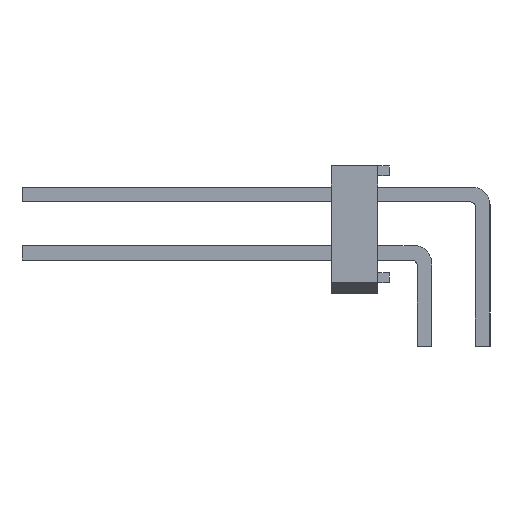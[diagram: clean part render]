
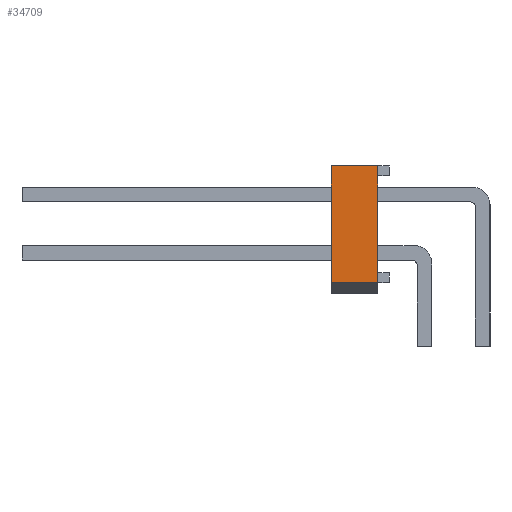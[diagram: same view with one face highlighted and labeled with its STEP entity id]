
A CAD part, left-side view. The second image highlights one B-rep face of the part: STEP entity #34709.
In plain terms, the highlighted face is planar.
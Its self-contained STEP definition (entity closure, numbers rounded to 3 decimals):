
#18626 = VERTEX_POINT('',#18627);
#18627 = CARTESIAN_POINT('',(34.29,2.54,-2.54));
#18633 = EDGE_CURVE('',#18626,#18634,#18636,.T.);
#18634 = VERTEX_POINT('',#18635);
#18635 = CARTESIAN_POINT('',(34.29,0.508,-2.54));
#18636 = LINE('',#18637,#18638);
#18637 = CARTESIAN_POINT('',(34.29,2.54,-2.54));
#18638 = VECTOR('',#18639,1.);
#18639 = DIRECTION('',(0.,-1.,0.));
#34674 = VERTEX_POINT('',#34675);
#34675 = CARTESIAN_POINT('',(34.29,0.508,2.54));
#34683 = EDGE_CURVE('',#34684,#34674,#34686,.T.);
#34684 = VERTEX_POINT('',#34685);
#34685 = CARTESIAN_POINT('',(34.29,2.54,2.54));
#34686 = LINE('',#34687,#34688);
#34687 = CARTESIAN_POINT('',(34.29,2.54,2.54));
#34688 = VECTOR('',#34689,1.);
#34689 = DIRECTION('',(0.,-1.,0.));
#34709 = ADVANCED_FACE('',(#34710),#34726,.F.);
#34710 = FACE_BOUND('',#34711,.T.);
#34711 = EDGE_LOOP('',(#34712,#34718,#34719,#34725));
#34712 = ORIENTED_EDGE('',*,*,#34713,.F.);
#34713 = EDGE_CURVE('',#18634,#34674,#34714,.T.);
#34714 = LINE('',#34715,#34716);
#34715 = CARTESIAN_POINT('',(34.29,0.508,2.54));
#34716 = VECTOR('',#34717,1.);
#34717 = DIRECTION('',(0.,0.,1.));
#34718 = ORIENTED_EDGE('',*,*,#18633,.F.);
#34719 = ORIENTED_EDGE('',*,*,#34720,.F.);
#34720 = EDGE_CURVE('',#34684,#18626,#34721,.T.);
#34721 = LINE('',#34722,#34723);
#34722 = CARTESIAN_POINT('',(34.29,2.54,2.54));
#34723 = VECTOR('',#34724,1.);
#34724 = DIRECTION('',(0.,0.,-1.));
#34725 = ORIENTED_EDGE('',*,*,#34683,.T.);
#34726 = PLANE('',#34727);
#34727 = AXIS2_PLACEMENT_3D('',#34728,#34729,#34730);
#34728 = CARTESIAN_POINT('',(34.29,2.54,2.54));
#34729 = DIRECTION('',(-1.,0.,0.));
#34730 = DIRECTION('',(0.,0.,1.));
